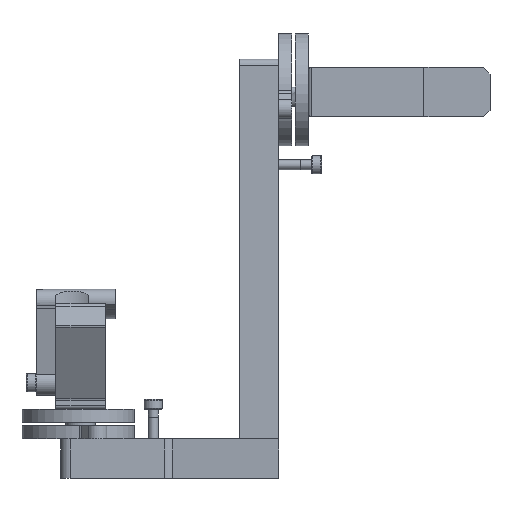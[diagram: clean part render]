
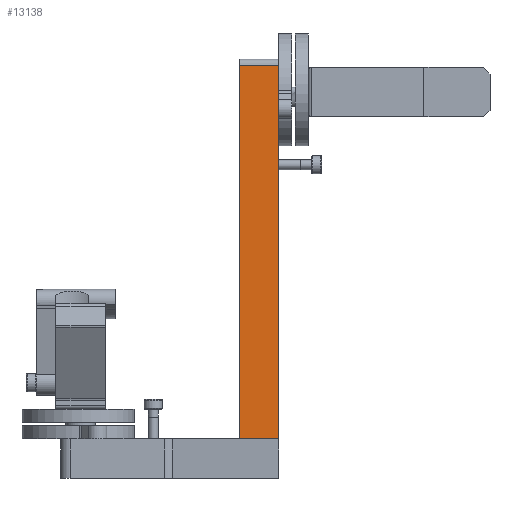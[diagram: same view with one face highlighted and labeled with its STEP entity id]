
A CAD part, front view. The second image highlights one B-rep face of the part: STEP entity #13138.
In plain terms, the highlighted face is planar.
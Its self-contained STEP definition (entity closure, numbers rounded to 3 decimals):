
#12442 = CYLINDRICAL_SURFACE('',#12443,2.);
#12443 = AXIS2_PLACEMENT_3D('',#12444,#12445,#12446);
#12444 = CARTESIAN_POINT('',(0.,-8.,-5.5));
#12445 = DIRECTION('',(-1.,0.,0.));
#12446 = DIRECTION('',(0.,1.,0.));
#12470 = PLANE('',#12471);
#12471 = AXIS2_PLACEMENT_3D('',#12472,#12473,#12474);
#12472 = CARTESIAN_POINT('',(12.,47.901,0.));
#12473 = DIRECTION('',(-1.,0.,0.));
#12474 = DIRECTION('',(0.,-1.,0.));
#12524 = PLANE('',#12525);
#12525 = AXIS2_PLACEMENT_3D('',#12526,#12527,#12528);
#12526 = CARTESIAN_POINT('',(0.,47.901,
    0.));
#12527 = DIRECTION('',(-1.,0.,0.));
#12528 = DIRECTION('',(0.,-1.,0.));
#12541 = VERTEX_POINT('',#12542);
#12542 = CARTESIAN_POINT('',(12.,-8.,-7.5));
#12568 = EDGE_CURVE('',#12569,#12541,#12571,.T.);
#12569 = VERTEX_POINT('',#12570);
#12570 = CARTESIAN_POINT('',(0.,-8.,-7.5));
#12571 = SURFACE_CURVE('',#12572,(#12576,#12583),.PCURVE_S1.);
#12572 = LINE('',#12573,#12574);
#12573 = CARTESIAN_POINT('',(0.,-8.,-7.5));
#12574 = VECTOR('',#12575,1.);
#12575 = DIRECTION('',(1.,0.,0.));
#12576 = PCURVE('',#12442,#12577);
#12577 = DEFINITIONAL_REPRESENTATION('',(#12578),#12582);
#12578 = LINE('',#12579,#12580);
#12579 = CARTESIAN_POINT('',(-4.712,0.));
#12580 = VECTOR('',#12581,1.);
#12581 = DIRECTION('',(-0.,-1.));
#12582 = ( GEOMETRIC_REPRESENTATION_CONTEXT(2) 
PARAMETRIC_REPRESENTATION_CONTEXT() REPRESENTATION_CONTEXT('2D SPACE',''
  ) );
#12583 = PCURVE('',#12584,#12589);
#12584 = PLANE('',#12585);
#12585 = AXIS2_PLACEMENT_3D('',#12586,#12587,#12588);
#12586 = CARTESIAN_POINT('',(0.,105.,-7.5));
#12587 = DIRECTION('',(0.,0.,-1.));
#12588 = DIRECTION('',(0.,-1.,0.));
#12589 = DEFINITIONAL_REPRESENTATION('',(#12590),#12594);
#12590 = LINE('',#12591,#12592);
#12591 = CARTESIAN_POINT('',(113.,0.));
#12592 = VECTOR('',#12593,1.);
#12593 = DIRECTION('',(0.,-1.));
#12594 = ( GEOMETRIC_REPRESENTATION_CONTEXT(2) 
PARAMETRIC_REPRESENTATION_CONTEXT() REPRESENTATION_CONTEXT('2D SPACE',''
  ) );
#12737 = VERTEX_POINT('',#12738);
#12738 = CARTESIAN_POINT('',(0.,105.,-7.5));
#12752 = PLANE('',#12753);
#12753 = AXIS2_PLACEMENT_3D('',#12754,#12755,#12756);
#12754 = CARTESIAN_POINT('',(-17.954,105.,-27.106));
#12755 = DIRECTION('',(0.,-1.,0.));
#12756 = DIRECTION('',(-1.,0.,0.));
#12764 = EDGE_CURVE('',#12737,#12569,#12765,.T.);
#12765 = SURFACE_CURVE('',#12766,(#12770,#12777),.PCURVE_S1.);
#12766 = LINE('',#12767,#12768);
#12767 = CARTESIAN_POINT('',(0.,105.,-7.5));
#12768 = VECTOR('',#12769,1.);
#12769 = DIRECTION('',(0.,-1.,0.));
#12770 = PCURVE('',#12524,#12771);
#12771 = DEFINITIONAL_REPRESENTATION('',(#12772),#12776);
#12772 = LINE('',#12773,#12774);
#12773 = CARTESIAN_POINT('',(-57.099,-7.5));
#12774 = VECTOR('',#12775,1.);
#12775 = DIRECTION('',(1.,0.));
#12776 = ( GEOMETRIC_REPRESENTATION_CONTEXT(2) 
PARAMETRIC_REPRESENTATION_CONTEXT() REPRESENTATION_CONTEXT('2D SPACE',''
  ) );
#12777 = PCURVE('',#12584,#12778);
#12778 = DEFINITIONAL_REPRESENTATION('',(#12779),#12783);
#12779 = LINE('',#12780,#12781);
#12780 = CARTESIAN_POINT('',(0.,0.));
#12781 = VECTOR('',#12782,1.);
#12782 = DIRECTION('',(1.,0.));
#12783 = ( GEOMETRIC_REPRESENTATION_CONTEXT(2) 
PARAMETRIC_REPRESENTATION_CONTEXT() REPRESENTATION_CONTEXT('2D SPACE',''
  ) );
#13020 = VERTEX_POINT('',#13021);
#13021 = CARTESIAN_POINT('',(12.,105.,-7.5));
#13047 = EDGE_CURVE('',#13020,#12541,#13048,.T.);
#13048 = SURFACE_CURVE('',#13049,(#13053,#13060),.PCURVE_S1.);
#13049 = LINE('',#13050,#13051);
#13050 = CARTESIAN_POINT('',(12.,105.,-7.5));
#13051 = VECTOR('',#13052,1.);
#13052 = DIRECTION('',(0.,-1.,0.));
#13053 = PCURVE('',#12470,#13054);
#13054 = DEFINITIONAL_REPRESENTATION('',(#13055),#13059);
#13055 = LINE('',#13056,#13057);
#13056 = CARTESIAN_POINT('',(-57.099,-7.5));
#13057 = VECTOR('',#13058,1.);
#13058 = DIRECTION('',(1.,0.));
#13059 = ( GEOMETRIC_REPRESENTATION_CONTEXT(2) 
PARAMETRIC_REPRESENTATION_CONTEXT() REPRESENTATION_CONTEXT('2D SPACE',''
  ) );
#13060 = PCURVE('',#12584,#13061);
#13061 = DEFINITIONAL_REPRESENTATION('',(#13062),#13066);
#13062 = LINE('',#13063,#13064);
#13063 = CARTESIAN_POINT('',(0.,-12.));
#13064 = VECTOR('',#13065,1.);
#13065 = DIRECTION('',(1.,0.));
#13066 = ( GEOMETRIC_REPRESENTATION_CONTEXT(2) 
PARAMETRIC_REPRESENTATION_CONTEXT() REPRESENTATION_CONTEXT('2D SPACE',''
  ) );
#13138 = ADVANCED_FACE('',(#13139),#12584,.T.);
#13139 = FACE_BOUND('',#13140,.T.);
#13140 = EDGE_LOOP('',(#13141,#13162,#13163,#13164));
#13141 = ORIENTED_EDGE('',*,*,#13142,.T.);
#13142 = EDGE_CURVE('',#12737,#13020,#13143,.T.);
#13143 = SURFACE_CURVE('',#13144,(#13148,#13155),.PCURVE_S1.);
#13144 = LINE('',#13145,#13146);
#13145 = CARTESIAN_POINT('',(0.,105.,-7.5));
#13146 = VECTOR('',#13147,1.);
#13147 = DIRECTION('',(1.,0.,0.));
#13148 = PCURVE('',#12584,#13149);
#13149 = DEFINITIONAL_REPRESENTATION('',(#13150),#13154);
#13150 = LINE('',#13151,#13152);
#13151 = CARTESIAN_POINT('',(0.,-0.));
#13152 = VECTOR('',#13153,1.);
#13153 = DIRECTION('',(0.,-1.));
#13154 = ( GEOMETRIC_REPRESENTATION_CONTEXT(2) 
PARAMETRIC_REPRESENTATION_CONTEXT() REPRESENTATION_CONTEXT('2D SPACE',''
  ) );
#13155 = PCURVE('',#12752,#13156);
#13156 = DEFINITIONAL_REPRESENTATION('',(#13157),#13161);
#13157 = LINE('',#13158,#13159);
#13158 = CARTESIAN_POINT('',(-17.954,-19.606));
#13159 = VECTOR('',#13160,1.);
#13160 = DIRECTION('',(-1.,0.));
#13161 = ( GEOMETRIC_REPRESENTATION_CONTEXT(2) 
PARAMETRIC_REPRESENTATION_CONTEXT() REPRESENTATION_CONTEXT('2D SPACE',''
  ) );
#13162 = ORIENTED_EDGE('',*,*,#13047,.T.);
#13163 = ORIENTED_EDGE('',*,*,#12568,.F.);
#13164 = ORIENTED_EDGE('',*,*,#12764,.F.);
